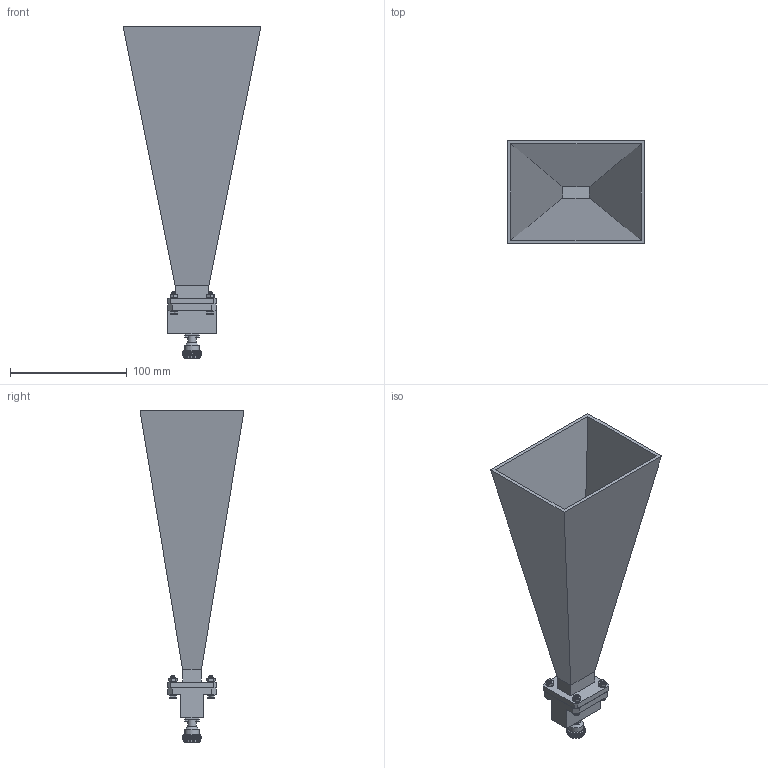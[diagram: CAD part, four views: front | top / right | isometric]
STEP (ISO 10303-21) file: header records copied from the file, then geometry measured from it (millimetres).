
FILE_DESCRIPTION (( 'STEP AP214' ), '1' );
FILE_NAME ('FMWAN090-20ELNF_3D.STEP', '2021-11-16T18:47:25', ( '' ), ( '' ), 'SwSTEP 2.0', 'SolidWorks 2021', '' );
FILE_SCHEMA (( 'AUTOMOTIVE_DESIGN' ));
Length unit declared in the file: inch
Products named in the file (6): FMWAN090-20ELNF_3D; 6-LW; 6-32SH-HXx.625_92196A150; PE9868; 6-32HN-NARROW_90730A007; PEWAN090-20
Assembly tree (14 placements, depth 2):
  FMWAN090-20ELNF_3D
    6-32HN-NARROW_90730A007  x4
    6-32SH-HXx.625_92196A150  x4
    6-LW  x4
    PE9868
    PEWAN090-20
Bounding box: 117.9 x 89.02 x 284.24 mm (x, y, z)
Volume: 214520.3 mm3; surface area: 126943.3 mm2
Topology: 15 solids, 15 shells, 1121 faces, 2557 edges, 1491 vertices
Faces by surface type: plane 683, cone 369, cylinder 46, bspline 23
Full cylindrical faces by diameter (mm): 0.254 x1, 1.524 x1, 2.54 x1, 2.997 x4, 4.3 x4, 4.318 x4, 7.112 x1, 7.366 x1, 8.382 x1, 12.447 x1, 13.971 x2
Entity records: 15847 total; most frequent: CARTESIAN_POINT 6839, ORIENTED_EDGE 1830, DIRECTION 1636, EDGE_CURVE 915, AXIS2_PLACEMENT_3D 623, VERTEX_POINT 563, EDGE_LOOP 494, FACE_OUTER_BOUND 440
